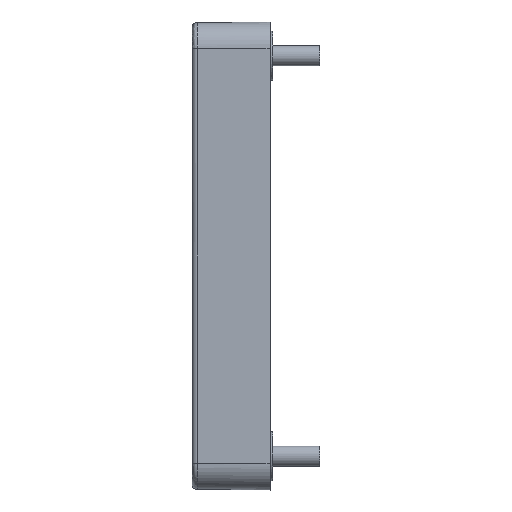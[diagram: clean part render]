
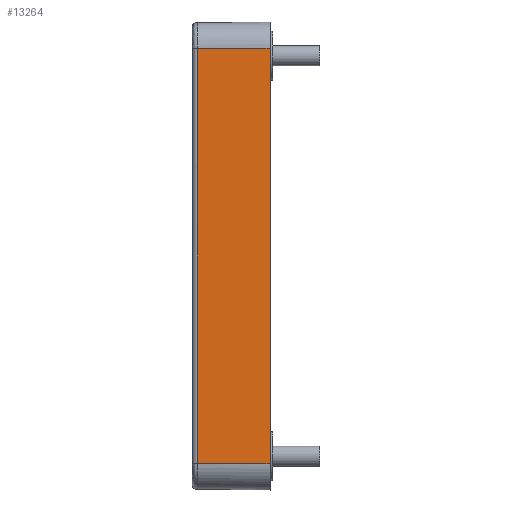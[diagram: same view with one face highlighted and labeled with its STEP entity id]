
A CAD part, left-side view. The second image highlights one B-rep face of the part: STEP entity #13264.
In plain terms, the highlighted face is planar.
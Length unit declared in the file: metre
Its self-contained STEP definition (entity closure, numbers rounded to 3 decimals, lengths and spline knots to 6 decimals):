
#168 = CARTESIAN_POINT ( 'NONE',  ( -0.009489, 0.006164, 0. ) ) ;
#332 = EDGE_LOOP ( 'NONE', ( #13075, #9165, #489, #12112 ) ) ;
#489 = ORIENTED_EDGE ( 'NONE', *, *, #7513, .F. ) ;
#738 = DIRECTION ( 'NONE',  ( 0.009, -0.009, -1. ) ) ;
#877 = FACE_OUTER_BOUND ( 'NONE', #332, .T. ) ;
#926 = CARTESIAN_POINT ( 'NONE',  ( -0.009367, -0.016336, -0.014009 ) ) ;
#1341 = PLANE ( 'NONE',  #7749 ) ;
#2207 = VERTEX_POINT ( 'NONE', #9672 ) ;
#2522 = DIRECTION ( 'NONE',  ( -0.009, 0., 1. ) ) ;
#3289 = CARTESIAN_POINT ( 'NONE',  ( -0.009486, -0.078834, -0.000349 ) ) ;
#3299 = VECTOR ( 'NONE', #738, 1. ) ;
#3393 = DIRECTION ( 'NONE',  ( 0., 1., 0. ) ) ;
#3740 = EDGE_CURVE ( 'NONE', #7287, #2207, #14249, .T. ) ;
#4770 = DIRECTION ( 'NONE',  ( -1., 0., -0.009 ) ) ;
#4978 = VECTOR ( 'NONE', #12594, 1. ) ;
#7287 = VERTEX_POINT ( 'NONE', #10867 ) ;
#7513 = EDGE_CURVE ( 'NONE', #13117, #7287, #12400, .T. ) ;
#7749 = AXIS2_PLACEMENT_3D ( 'NONE', #168, #4770, #2522 ) ;
#8035 = CARTESIAN_POINT ( 'NONE',  ( -0.009489, -0.078837, 0. ) ) ;
#8090 = CARTESIAN_POINT ( 'NONE',  ( -0.009489, 0.006164, 0. ) ) ;
#8096 = LINE ( 'NONE', #8090, #10455 ) ;
#9165 = ORIENTED_EDGE ( 'NONE', *, *, #3740, .F. ) ;
#9376 = VECTOR ( 'NONE', #10324, 1. ) ;
#9672 = CARTESIAN_POINT ( 'NONE',  ( -0.009367, 0.001041, -0.014009 ) ) ;
#9925 = VERTEX_POINT ( 'NONE', #9947 ) ;
#9947 = CARTESIAN_POINT ( 'NONE',  ( -0.009489, 0.001164, 0. ) ) ;
#10324 = DIRECTION ( 'NONE',  ( 0.009, 0.009, -1. ) ) ;
#10455 = VECTOR ( 'NONE', #3393, 1. ) ;
#10867 = CARTESIAN_POINT ( 'NONE',  ( -0.009367, -0.078714, -0.014009 ) ) ;
#11686 = EDGE_CURVE ( 'NONE', #9925, #2207, #14928, .T. ) ;
#11841 = EDGE_CURVE ( 'NONE', #13117, #9925, #8096, .T. ) ;
#12112 = ORIENTED_EDGE ( 'NONE', *, *, #11841, .T. ) ;
#12400 = LINE ( 'NONE', #3289, #9376 ) ;
#12415 = CARTESIAN_POINT ( 'NONE',  ( -0.009489, 0.001164, 0. ) ) ;
#12594 = DIRECTION ( 'NONE',  ( 0., 1., 0. ) ) ;
#13075 = ORIENTED_EDGE ( 'NONE', *, *, #11686, .T. ) ;
#13117 = VERTEX_POINT ( 'NONE', #8035 ) ;
#13264 = ADVANCED_FACE ( 'NONE', ( #877 ), #1341, .T. ) ;
#14249 = LINE ( 'NONE', #926, #4978 ) ;
#14928 = LINE ( 'NONE', #12415, #3299 ) ;
